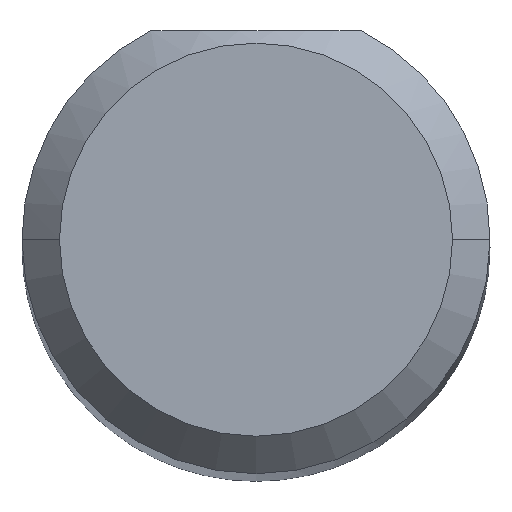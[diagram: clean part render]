
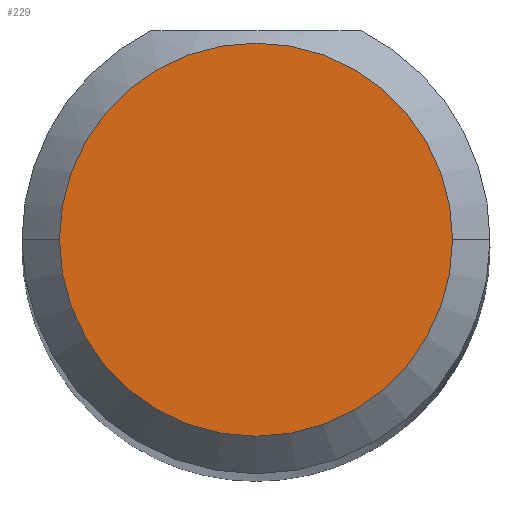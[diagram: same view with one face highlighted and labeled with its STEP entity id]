
A CAD part, top view. The second image highlights one B-rep face of the part: STEP entity #229.
In plain terms, the highlighted planar face has unit normal (0, 0, 1).
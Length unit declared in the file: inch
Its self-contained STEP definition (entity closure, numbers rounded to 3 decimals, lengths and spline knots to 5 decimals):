
#4 = EDGE_CURVE ( 'NONE', #319, #307, #153, .T. ) ;
#8 = CARTESIAN_POINT ( 'NONE',  ( 0., 0., 2. ) ) ;
#39 = DIRECTION ( 'NONE',  ( 1., 0., 0. ) ) ;
#45 = AXIS2_PLACEMENT_3D ( 'NONE', #275, #523, #147 ) ;
#71 = CIRCLE ( 'NONE', #310, 0.07875 ) ;
#89 = FACE_OUTER_BOUND ( 'NONE', #134, .T. ) ;
#131 = DIRECTION ( 'NONE',  ( 0., 0., 1. ) ) ;
#134 = EDGE_LOOP ( 'NONE', ( #422, #265 ) ) ;
#147 = DIRECTION ( 'NONE',  ( 1., 0., 0. ) ) ;
#153 = CIRCLE ( 'NONE', #45, 0.07875 ) ;
#154 = AXIS2_PLACEMENT_3D ( 'NONE', #8, #131, #39 ) ;
#223 = CARTESIAN_POINT ( 'NONE',  ( -0.07875, 0., 2. ) ) ;
#229 = ADVANCED_FACE ( 'NONE', ( #89 ), #254, .T. ) ;
#254 = PLANE ( 'NONE',  #154 ) ;
#258 = EDGE_CURVE ( 'NONE', #307, #319, #71, .T. ) ;
#265 = ORIENTED_EDGE ( 'NONE', *, *, #4, .T. ) ;
#269 = DIRECTION ( 'NONE',  ( 1., 0., 0. ) ) ;
#275 = CARTESIAN_POINT ( 'NONE',  ( 0., 0., 2. ) ) ;
#307 = VERTEX_POINT ( 'NONE', #223 ) ;
#310 = AXIS2_PLACEMENT_3D ( 'NONE', #502, #342, #269 ) ;
#319 = VERTEX_POINT ( 'NONE', #506 ) ;
#342 = DIRECTION ( 'NONE',  ( 0., 0., 1. ) ) ;
#422 = ORIENTED_EDGE ( 'NONE', *, *, #258, .T. ) ;
#502 = CARTESIAN_POINT ( 'NONE',  ( 0., 0., 2. ) ) ;
#506 = CARTESIAN_POINT ( 'NONE',  ( 0.07875, 0., 2. ) ) ;
#523 = DIRECTION ( 'NONE',  ( 0., 0., 1. ) ) ;
